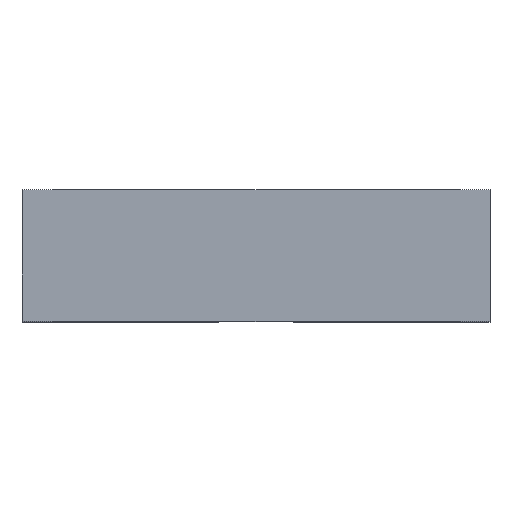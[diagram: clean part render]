
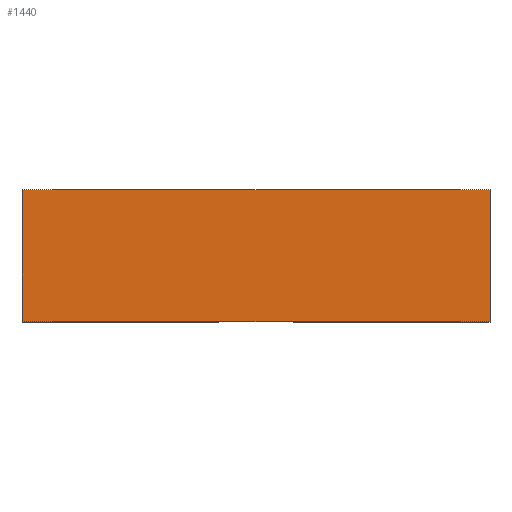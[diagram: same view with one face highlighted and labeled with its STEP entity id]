
A CAD part, top view. The second image highlights one B-rep face of the part: STEP entity #1440.
In plain terms, the highlighted face is planar.
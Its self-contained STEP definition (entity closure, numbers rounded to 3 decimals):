
#460=CARTESIAN_POINT('',(2.607,-9.175,
60.71));
#470=VERTEX_POINT('',#460);
#940=CARTESIAN_POINT('',(2.607,-9.175,
50.01));
#950=VERTEX_POINT('',#940);
#980=CARTESIAN_POINT('',(2.607,-9.175,
63.695));
#990=DIRECTION('',(0.,0.,-1.));
#1000=VECTOR('',#990,1.);
#1010=LINE('',#980,#1000);
#1020=EDGE_CURVE('',#470,#950,#1010,.T.);
#1140=CARTESIAN_POINT('',(5.607,-9.175,
91.01));
#1150=DIRECTION('',(0.,1.,0.));
#1160=DIRECTION('',(0.,0.,-1.));
#1170=AXIS2_PLACEMENT_3D('',#1140,#1150,#1160);
#1180=PLANE('',#1170);
#1190=CARTESIAN_POINT('',(2.607,-9.175,
60.71));
#1200=DIRECTION('',(1.,0.,0.));
#1210=VECTOR('',#1200,1.);
#1220=LINE('',#1190,#1210);
#1230=CARTESIAN_POINT('',(5.607,-9.175,
60.71));
#1240=VERTEX_POINT('',#1230);
#1250=EDGE_CURVE('',#470,#1240,#1220,.T.);
#1260=ORIENTED_EDGE('',*,*,#1250,.T.);
#1270=ORIENTED_EDGE('',*,*,#1020,.F.);
#1280=CARTESIAN_POINT('',(2.607,-9.175,
50.01));
#1290=DIRECTION('',(-1.,0.,0.));
#1300=VECTOR('',#1290,1.);
#1310=LINE('',#1280,#1300);
#1320=CARTESIAN_POINT('',(5.607,-9.175,
50.01));
#1330=VERTEX_POINT('',#1320);
#1340=EDGE_CURVE('',#1330,#950,#1310,.T.);
#1350=ORIENTED_EDGE('',*,*,#1340,.T.);
#1360=CARTESIAN_POINT('',(5.607,-9.175,
63.695));
#1370=DIRECTION('',(0.,0.,1.));
#1380=VECTOR('',#1370,1.);
#1390=LINE('',#1360,#1380);
#1400=EDGE_CURVE('',#1330,#1240,#1390,.T.);
#1410=ORIENTED_EDGE('',*,*,#1400,.F.);
#1420=EDGE_LOOP('',(#1410,#1350,#1270,#1260));
#1430=FACE_OUTER_BOUND('',#1420,.T.);
#1440=ADVANCED_FACE('',(#1430),#1180,.T.);
